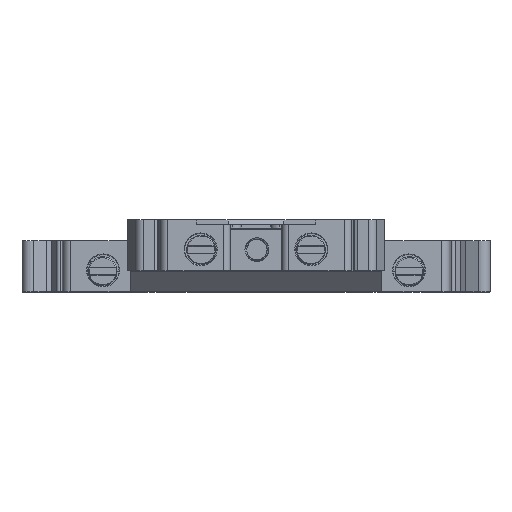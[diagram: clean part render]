
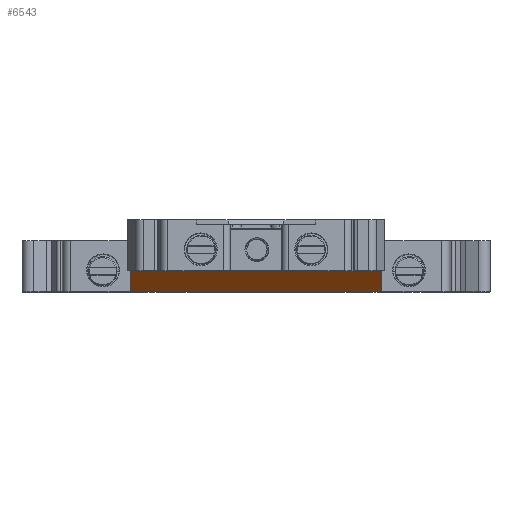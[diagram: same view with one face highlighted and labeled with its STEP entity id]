
A CAD part, top view. The second image highlights one B-rep face of the part: STEP entity #6543.
In plain terms, the highlighted planar face has unit normal (0, -0.696, 0.718).
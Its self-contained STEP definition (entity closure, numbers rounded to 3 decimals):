
#3572=CARTESIAN_POINT('',(-15.274,-6.2,-16.884));
#3573=VERTEX_POINT('',#3572);
#3597=CARTESIAN_POINT('',(-15.274,-8.7,-19.305));
#3598=VERTEX_POINT('',#3597);
#3605=CARTESIAN_POINT('',(-15.274,-8.7,-19.305));
#3606=DIRECTION('',(0.,0.718,0.696));
#3607=VECTOR('',#3606,3.48);
#3608=LINE('',#3605,#3607);
#3609=EDGE_CURVE('',#3598,#3573,#3608,.T.);
#4617=CARTESIAN_POINT('',(15.274,-6.2,-16.884));
#4618=VERTEX_POINT('',#4617);
#4619=CARTESIAN_POINT('',(15.274,-8.7,-19.305));
#4620=VERTEX_POINT('',#4619);
#4621=CARTESIAN_POINT('',(15.274,-6.2,-16.884));
#4622=DIRECTION('',(0.,-0.718,-0.696));
#4623=VECTOR('',#4622,3.48);
#4624=LINE('',#4621,#4623);
#4625=EDGE_CURVE('',#4618,#4620,#4624,.T.);
#6522=CARTESIAN_POINT('',(0.,-7.45,-18.094));
#6523=DIRECTION('',(0.,-0.718,-0.696));
#6524=DIRECTION('',(0.,-0.696,0.718));
#6525=AXIS2_PLACEMENT_3D('',#6522,#6524,#6523);
#6526=PLANE('',#6525);
#6527=CARTESIAN_POINT('',(-15.274,-8.7,-19.305));
#6528=DIRECTION('',(1.,0.,0.));
#6529=VECTOR('',#6528,30.548);
#6530=LINE('',#6527,#6529);
#6531=EDGE_CURVE('',#3598,#4620,#6530,.T.);
#6532=ORIENTED_EDGE('E610',*,*,#6531,.T.);
#6533=ORIENTED_EDGE('E610',*,*,#4625,.F.);
#6534=CARTESIAN_POINT('',(15.274,-6.2,-16.884));
#6535=DIRECTION('',(-1.,0.,0.));
#6536=VECTOR('',#6535,30.548);
#6537=LINE('',#6534,#6536);
#6538=EDGE_CURVE('',#4618,#3573,#6537,.T.);
#6539=ORIENTED_EDGE('E611',*,*,#6538,.T.);
#6540=ORIENTED_EDGE('E611',*,*,#3609,.F.);
#6541=EDGE_LOOP('',(#6532,#6533,#6539,#6540));
#6542=FACE_OUTER_BOUND('',#6541,.T.);
#6543=ADVANCED_FACE('F189',(#6542),#6526,.T.);
